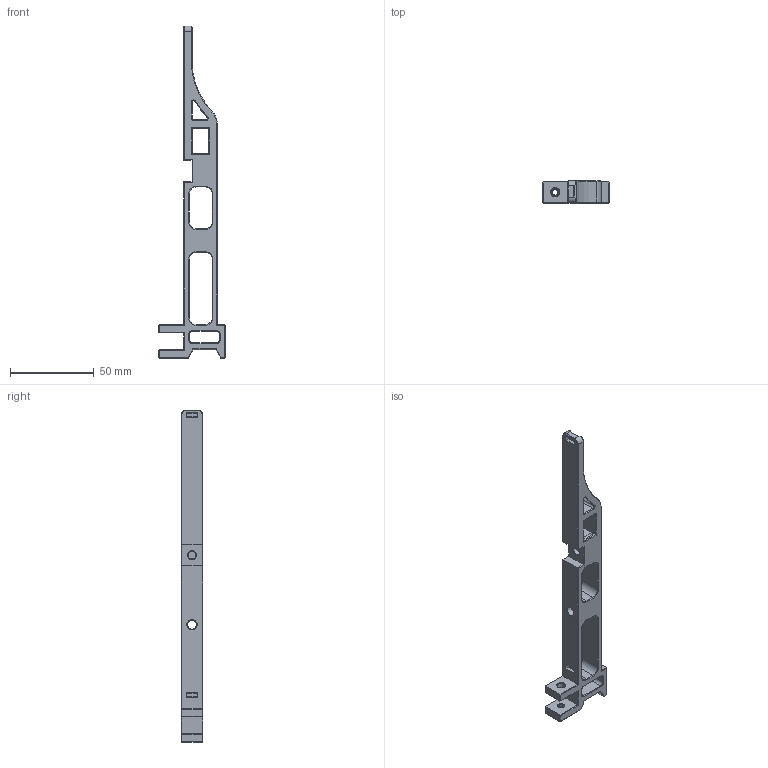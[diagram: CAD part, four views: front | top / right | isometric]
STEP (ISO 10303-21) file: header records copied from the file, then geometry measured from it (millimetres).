
FILE_DESCRIPTION(('FreeCAD Model'),'2;1');
FILE_NAME('Open CASCADE Shape Model','2022-02-23T00:25:06',('Author'),( ''),'Open CASCADE STEP processor 7.5','FreeCAD','Unknown');
FILE_SCHEMA(('AUTOMOTIVE_DESIGN { 1 0 10303 214 1 1 1 1 }'));
Length unit declared in the file: millimetre
Products named in the file (1): Buffer Holder stand-alone
Bounding box: 40 x 13 x 198 mm (x, y, z)
Volume: 26821.2 mm3; surface area: 15264.5 mm2
Topology: 1 solids, 1 shells, 255 faces, 594 edges, 346 vertices
Faces by surface type: plane 160, cone 50, cylinder 32, bspline 13
Full cylindrical faces by diameter (mm): 3.4 x1, 4.7 x2, 5.4 x1, 6.1 x1
Entity records: 15263 total; most frequent: CARTESIAN_POINT 3094, DIRECTION 2289, LINE 1531, VECTOR 1531, ORIENTED_EDGE 1188, PCURVE 1188, DEFINITIONAL_REPRESENTATION 1188, EDGE_CURVE 594
